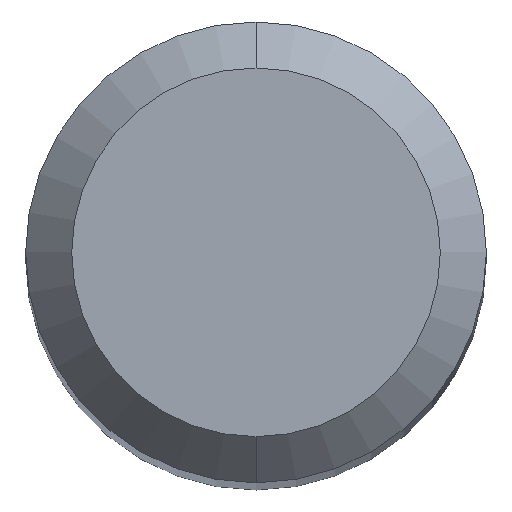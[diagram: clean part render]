
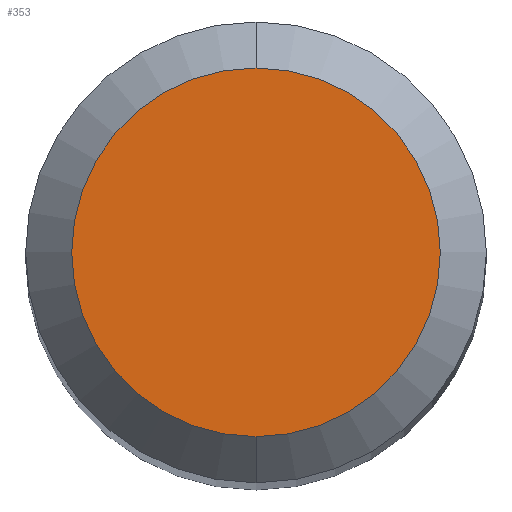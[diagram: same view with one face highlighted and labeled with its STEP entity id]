
A CAD part, top view. The second image highlights one B-rep face of the part: STEP entity #353.
In plain terms, the highlighted planar face has unit normal (0, 0, 1).
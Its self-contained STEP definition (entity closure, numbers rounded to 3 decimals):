
#231=EDGE_CURVE('',#397,#315,#541,.T.);
#315=VERTEX_POINT('',#634);
#317=EDGE_CURVE('',#315,#397,#636,.T.);
#353=ADVANCED_FACE('',(#675),#676,.T.);
#397=VERTEX_POINT('',#723);
#541=CIRCLE('',#918,1.2);
#634=CARTESIAN_POINT('',(0.,-1.2,0.0));
#636=CIRCLE('',#1135,1.2);
#675=FACE_OUTER_BOUND('',#1202,.T.);
#676=PLANE('',#1203);
#723=CARTESIAN_POINT('',(0.0,1.2,0.0));
#918=AXIS2_PLACEMENT_3D('',#1499,#1500,#1501);
#1135=AXIS2_PLACEMENT_3D('',#1599,#1600,#1601);
#1202=EDGE_LOOP('',(#1640,#1641));
#1203=AXIS2_PLACEMENT_3D('',#1642,#1643,#1644);
#1499=CARTESIAN_POINT('',(0.0,0.0,0.0));
#1500=DIRECTION('',(0.0,0.0,-1.0));
#1501=DIRECTION('',(0.0,1.0,0.0));
#1599=CARTESIAN_POINT('',(0.0,0.0,0.0));
#1600=DIRECTION('',(0.0,0.0,-1.0));
#1601=DIRECTION('',(0.0,1.0,0.0));
#1640=ORIENTED_EDGE('',*,*,#231,.F.);
#1641=ORIENTED_EDGE('',*,*,#317,.F.);
#1642=CARTESIAN_POINT('',(0.0,0.6,0.0));
#1643=DIRECTION('',(-0.0,0.0,1.0));
#1644=DIRECTION('',(0.0,-1.0,0.0));
